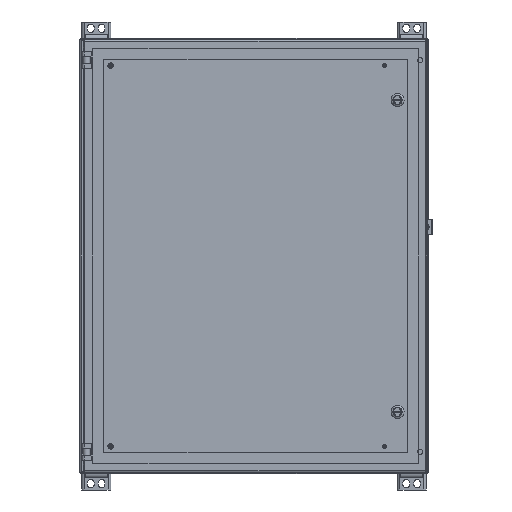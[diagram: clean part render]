
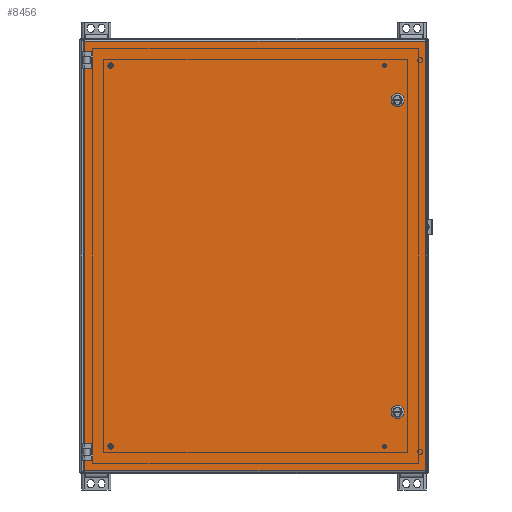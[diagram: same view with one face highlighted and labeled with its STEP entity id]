
A CAD part, front view. The second image highlights one B-rep face of the part: STEP entity #8456.
In plain terms, the highlighted planar face has unit normal (0, -1, 0).
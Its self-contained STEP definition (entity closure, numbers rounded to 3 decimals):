
#8456 = ADVANCED_FACE( '', ( #16940, #16941, #16942 ), #16943, .T. );
#16940 = FACE_BOUND( '', #55585, .T. );
#16941 = FACE_BOUND( '', #55586, .T. );
#16942 = FACE_OUTER_BOUND( '', #55587, .T. );
#16943 = PLANE( '', #55588 );
#55585 = EDGE_LOOP( '', ( #81455, #81456, #81457, #81458 ) );
#55586 = EDGE_LOOP( '', ( #81459, #81460, #81461, #81462 ) );
#55587 = EDGE_LOOP( '', ( #81463, #81464, #81465, #81466, #81467, #81468, #81469, #81470, #81471, #81472, #81473, #81474 ) );
#55588 = AXIS2_PLACEMENT_3D( '', #81475, #81476, #81477 );
#81455 = ORIENTED_EDGE( '', *, *, #86706, .F. );
#81456 = ORIENTED_EDGE( '', *, *, #88089, .F. );
#81457 = ORIENTED_EDGE( '', *, *, #85793, .F. );
#81458 = ORIENTED_EDGE( '', *, *, #85591, .F. );
#81459 = ORIENTED_EDGE( '', *, *, #91183, .F. );
#81460 = ORIENTED_EDGE( '', *, *, #86698, .F. );
#81461 = ORIENTED_EDGE( '', *, *, #86073, .F. );
#81462 = ORIENTED_EDGE( '', *, *, #89686, .F. );
#81463 = ORIENTED_EDGE( '', *, *, #91119, .F. );
#81464 = ORIENTED_EDGE( '', *, *, #89678, .F. );
#81465 = ORIENTED_EDGE( '', *, *, #88413, .F. );
#81466 = ORIENTED_EDGE( '', *, *, #86617, .F. );
#81467 = ORIENTED_EDGE( '', *, *, #90524, .F. );
#81468 = ORIENTED_EDGE( '', *, *, #86150, .F. );
#81469 = ORIENTED_EDGE( '', *, *, #91067, .F. );
#81470 = ORIENTED_EDGE( '', *, *, #86646, .T. );
#81471 = ORIENTED_EDGE( '', *, *, #84726, .F. );
#81472 = ORIENTED_EDGE( '', *, *, #91509, .F. );
#81473 = ORIENTED_EDGE( '', *, *, #85223, .F. );
#81474 = ORIENTED_EDGE( '', *, *, #91342, .F. );
#81475 = CARTESIAN_POINT( '', ( 0., 0., 0. ) );
#81476 = DIRECTION( '', ( 0., -1., 0. ) );
#81477 = DIRECTION( '', ( 0., 0., -1. ) );
#84726 = EDGE_CURVE( '', #94177, #94179, #94180, .T. );
#85223 = EDGE_CURVE( '', #95030, #95032, #95033, .T. );
#85591 = EDGE_CURVE( '', #95639, #95641, #95642, .T. );
#85793 = EDGE_CURVE( '', #95641, #95965, #95966, .T. );
#86073 = EDGE_CURVE( '', #96409, #96411, #96412, .T. );
#86150 = EDGE_CURVE( '', #95716, #96114, #96531, .T. );
#86617 = EDGE_CURVE( '', #97293, #97295, #97296, .T. );
#86646 = EDGE_CURVE( '', #97340, #94179, #97341, .T. );
#86698 = EDGE_CURVE( '', #96411, #97419, #97420, .T. );
#86706 = EDGE_CURVE( '', #97430, #95639, #97432, .T. );
#88089 = EDGE_CURVE( '', #95965, #97430, #99508, .T. );
#88413 = EDGE_CURVE( '', #97295, #99975, #99976, .T. );
#89678 = EDGE_CURVE( '', #99975, #101703, #101704, .T. );
#89686 = EDGE_CURVE( '', #101713, #96409, #101715, .T. );
#90524 = EDGE_CURVE( '', #96114, #97293, #102741, .T. );
#91067 = EDGE_CURVE( '', #97340, #95716, #103357, .T. );
#91119 = EDGE_CURVE( '', #101703, #103414, #103415, .T. );
#91183 = EDGE_CURVE( '', #97419, #101713, #103484, .T. );
#91342 = EDGE_CURVE( '', #103414, #95030, #103654, .T. );
#91509 = EDGE_CURVE( '', #95032, #94177, #103830, .T. );
#94177 = VERTEX_POINT( '', #110069 );
#94179 = VERTEX_POINT( '', #110071 );
#94180 = LINE( '', #110072, #110073 );
#95030 = VERTEX_POINT( '', #112347 );
#95032 = VERTEX_POINT( '', #112350 );
#95033 = LINE( '', #112351, #112352 );
#95639 = VERTEX_POINT( '', #113881 );
#95641 = VERTEX_POINT( '', #113884 );
#95642 = LINE( '', #113885, #113886 );
#95716 = VERTEX_POINT( '', #114100 );
#95965 = VERTEX_POINT( '', #114735 );
#95966 = CIRCLE( '', #114736, 9.716 );
#96114 = VERTEX_POINT( '', #115217 );
#96409 = VERTEX_POINT( '', #115920 );
#96411 = VERTEX_POINT( '', #115923 );
#96412 = CIRCLE( '', #115924, 9.716 );
#96531 = LINE( '', #116151, #116152 );
#97293 = VERTEX_POINT( '', #118757 );
#97295 = VERTEX_POINT( '', #118759 );
#97296 = LINE( '', #118760, #118761 );
#97340 = VERTEX_POINT( '', #118830 );
#97341 = LINE( '', #118831, #118832 );
#97419 = VERTEX_POINT( '', #119004 );
#97420 = LINE( '', #119005, #119006 );
#97430 = VERTEX_POINT( '', #119023 );
#97432 = CIRCLE( '', #119026, 9.716 );
#99508 = LINE( '', #124231, #124232 );
#99975 = VERTEX_POINT( '', #125364 );
#99976 = LINE( '', #125365, #125366 );
#101703 = VERTEX_POINT( '', #129900 );
#101704 = LINE( '', #129901, #129902 );
#101713 = VERTEX_POINT( '', #129922 );
#101715 = LINE( '', #129925, #129926 );
#102741 = LINE( '', #132478, #132479 );
#103357 = LINE( '', #133929, #133930 );
#103414 = VERTEX_POINT( '', #134010 );
#103415 = LINE( '', #134011, #134012 );
#103484 = CIRCLE( '', #134114, 9.716 );
#103654 = LINE( '', #134465, #134466 );
#103830 = LINE( '', #134776, #134777 );
#110069 = CARTESIAN_POINT( '', ( -298.098, 0., 353.212 ) );
#110071 = CARTESIAN_POINT( '', ( -298.098, 0., 376.282 ) );
#110072 = CARTESIAN_POINT( '', ( -298.098, 0., -376.282 ) );
#110073 = VECTOR( '', #136017, 1000. );
#112347 = CARTESIAN_POINT( '', ( -285.931, 0., 332.588 ) );
#112350 = CARTESIAN_POINT( '', ( -285.931, 0., 353.212 ) );
#112351 = CARTESIAN_POINT( '', ( -285.931, 0., 685.8 ) );
#112352 = VECTOR( '', #136347, 1000. );
#113881 = CARTESIAN_POINT( '', ( 241.506, 0., 278.379 ) );
#113884 = CARTESIAN_POINT( '', ( 241.506, 0., 267.734 ) );
#113885 = CARTESIAN_POINT( '', ( 241.506, 0., 278.379 ) );
#113886 = VECTOR( '', #136629, 1000. );
#114100 = CARTESIAN_POINT( '', ( 298.098, 0., -376.282 ) );
#114735 = CARTESIAN_POINT( '', ( 257.762, 0., 267.734 ) );
#114736 = AXIS2_PLACEMENT_3D( '', #136750, #136751, #136752 );
#115217 = CARTESIAN_POINT( '', ( -298.098, 0., -376.282 ) );
#115920 = CARTESIAN_POINT( '', ( 241.506, 0., -278.379 ) );
#115923 = CARTESIAN_POINT( '', ( 257.762, 0., -278.379 ) );
#115924 = AXIS2_PLACEMENT_3D( '', #136963, #136964, #136965 );
#116151 = CARTESIAN_POINT( '', ( 298.098, 0., -376.282 ) );
#116152 = VECTOR( '', #137006, 1000. );
#118757 = CARTESIAN_POINT( '', ( -298.098, 0., -353.212 ) );
#118759 = CARTESIAN_POINT( '', ( -285.931, 0., -353.212 ) );
#118760 = CARTESIAN_POINT( '', ( 0., 0., -353.212 ) );
#118761 = VECTOR( '', #137172, 1000. );
#118830 = CARTESIAN_POINT( '', ( 298.098, 0., 376.282 ) );
#118831 = CARTESIAN_POINT( '', ( -298.098, 0., 376.282 ) );
#118832 = VECTOR( '', #137201, 1000. );
#119004 = CARTESIAN_POINT( '', ( 257.762, 0., -267.734 ) );
#119005 = CARTESIAN_POINT( '', ( 257.762, 0., -267.734 ) );
#119006 = VECTOR( '', #137240, 1000. );
#119023 = CARTESIAN_POINT( '', ( 257.762, 0., 278.379 ) );
#119026 = AXIS2_PLACEMENT_3D( '', #137247, #137248, #137249 );
#124231 = CARTESIAN_POINT( '', ( 257.762, 0., 278.379 ) );
#124232 = VECTOR( '', #138318, 1000. );
#125364 = CARTESIAN_POINT( '', ( -285.931, 0., -332.588 ) );
#125365 = CARTESIAN_POINT( '', ( -285.931, 0., 0. ) );
#125366 = VECTOR( '', #138579, 1000. );
#129900 = CARTESIAN_POINT( '', ( -298.098, 0., -332.588 ) );
#129901 = CARTESIAN_POINT( '', ( 0., 0., -332.588 ) );
#129902 = VECTOR( '', #139397, 1000. );
#129922 = CARTESIAN_POINT( '', ( 241.506, 0., -267.734 ) );
#129925 = CARTESIAN_POINT( '', ( 241.506, 0., -267.734 ) );
#129926 = VECTOR( '', #139404, 1000. );
#132478 = CARTESIAN_POINT( '', ( -298.098, 0., -376.282 ) );
#132479 = VECTOR( '', #139915, 1000. );
#133929 = CARTESIAN_POINT( '', ( 298.098, 0., 376.282 ) );
#133930 = VECTOR( '', #140150, 1000. );
#134010 = CARTESIAN_POINT( '', ( -298.098, 0., 332.588 ) );
#134011 = CARTESIAN_POINT( '', ( -298.098, 0., -376.282 ) );
#134012 = VECTOR( '', #140179, 1000. );
#134114 = AXIS2_PLACEMENT_3D( '', #140210, #140211, #140212 );
#134465 = CARTESIAN_POINT( '', ( 0., 0., 332.588 ) );
#134466 = VECTOR( '', #140268, 1000. );
#134776 = CARTESIAN_POINT( '', ( 0., 0., 353.212 ) );
#134777 = VECTOR( '', #140318, 1000. );
#136017 = DIRECTION( '', ( 0., 0., 1. ) );
#136347 = DIRECTION( '', ( 0., 0., 1. ) );
#136629 = DIRECTION( '', ( 0., 0., -1. ) );
#136750 = CARTESIAN_POINT( '', ( 249.634, 0., 273.056 ) );
#136751 = DIRECTION( '', ( 0., -1., 0. ) );
#136752 = DIRECTION( '', ( 1., 0., 0. ) );
#136963 = CARTESIAN_POINT( '', ( 249.634, 0., -273.056 ) );
#136964 = DIRECTION( '', ( 0., -1., 0. ) );
#136965 = DIRECTION( '', ( 1., 0., 0. ) );
#137006 = DIRECTION( '', ( -1., 0., 0. ) );
#137172 = DIRECTION( '', ( 1., 0., 0. ) );
#137201 = DIRECTION( '', ( -1., 0., 0. ) );
#137240 = DIRECTION( '', ( 0., 0., 1. ) );
#137247 = CARTESIAN_POINT( '', ( 249.634, 0., 273.056 ) );
#137248 = DIRECTION( '', ( 0., -1., 0. ) );
#137249 = DIRECTION( '', ( 1., 0., 0. ) );
#138318 = DIRECTION( '', ( 0., 0., 1. ) );
#138579 = DIRECTION( '', ( 0., 0., 1. ) );
#139397 = DIRECTION( '', ( -1., 0., 0. ) );
#139404 = DIRECTION( '', ( 0., 0., -1. ) );
#139915 = DIRECTION( '', ( 0., 0., 1. ) );
#140150 = DIRECTION( '', ( 0., 0., -1. ) );
#140179 = DIRECTION( '', ( 0., 0., 1. ) );
#140210 = CARTESIAN_POINT( '', ( 249.634, 0., -273.056 ) );
#140211 = DIRECTION( '', ( 0., -1., 0. ) );
#140212 = DIRECTION( '', ( 1., 0., 0. ) );
#140268 = DIRECTION( '', ( 1., 0., 0. ) );
#140318 = DIRECTION( '', ( -1., 0., 0. ) );
